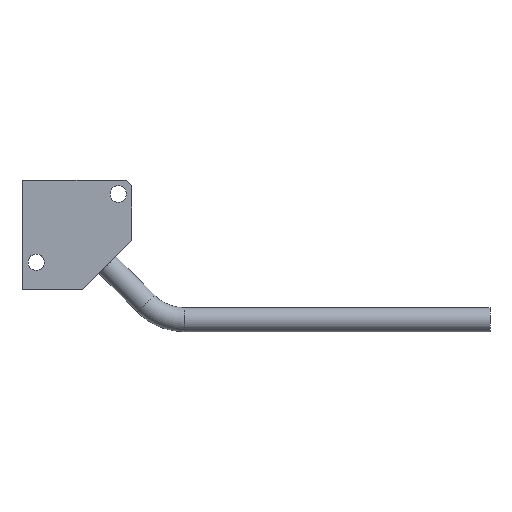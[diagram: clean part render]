
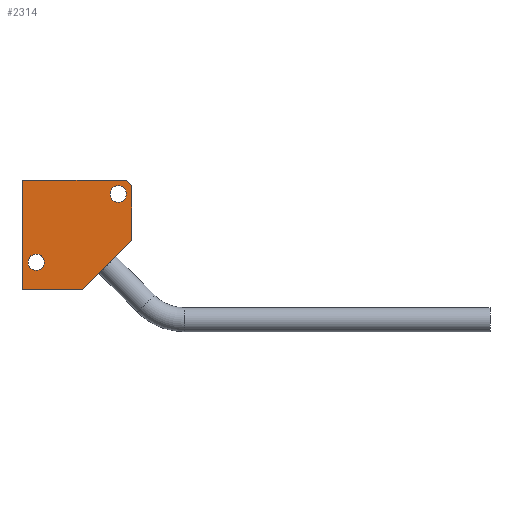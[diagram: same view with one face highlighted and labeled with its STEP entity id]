
A CAD part, top view. The second image highlights one B-rep face of the part: STEP entity #2314.
In plain terms, the highlighted planar face has unit normal (0, 0, 1).
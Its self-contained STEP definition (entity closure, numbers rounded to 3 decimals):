
#42 = EDGE_CURVE ( 'NONE', #3027, #3723, #2988, .T. ) ;
#50 = CARTESIAN_POINT ( 'NONE',  ( 9., 10., 2. ) ) ;
#85 = DIRECTION ( 'NONE',  ( 1., 0., 0. ) ) ;
#186 = EDGE_LOOP ( 'NONE', ( #1174, #2208 ) ) ;
#223 = ORIENTED_EDGE ( 'NONE', *, *, #770, .T. ) ;
#242 = EDGE_LOOP ( 'NONE', ( #1539, #223, #3542, #2913, #3171, #676 ) ) ;
#286 = VERTEX_POINT ( 'NONE', #1936 ) ;
#289 = CIRCLE ( 'NONE', #1885, 1.5 ) ;
#297 = FACE_OUTER_BOUND ( 'NONE', #242, .T. ) ;
#318 = CARTESIAN_POINT ( 'NONE',  ( -10., 10., 2. ) ) ;
#356 = CARTESIAN_POINT ( 'NONE',  ( -9., -5., 2. ) ) ;
#445 = DIRECTION ( 'NONE',  ( 0., 0., -1. ) ) ;
#470 = CARTESIAN_POINT ( 'NONE',  ( -7.5, -5., 2. ) ) ;
#489 = PLANE ( 'NONE',  #3231 ) ;
#513 = VECTOR ( 'NONE', #1077, 1000. ) ;
#519 = DIRECTION ( 'NONE',  ( -1., 0., 0. ) ) ;
#540 = VECTOR ( 'NONE', #3629, 1000. ) ;
#573 = VECTOR ( 'NONE', #2604, 1000. ) ;
#625 = AXIS2_PLACEMENT_3D ( 'NONE', #1780, #929, #2083 ) ;
#671 = VERTEX_POINT ( 'NONE', #953 ) ;
#676 = ORIENTED_EDGE ( 'NONE', *, *, #42, .T. ) ;
#740 = DIRECTION ( 'NONE',  ( 0., 0., 1. ) ) ;
#755 = DIRECTION ( 'NONE',  ( 1., 0., 0. ) ) ;
#769 = AXIS2_PLACEMENT_3D ( 'NONE', #470, #740, #755 ) ;
#770 = EDGE_CURVE ( 'NONE', #1622, #1129, #2587, .T. ) ;
#866 = CARTESIAN_POINT ( 'NONE',  ( -10., 10., 2. ) ) ;
#908 = AXIS2_PLACEMENT_3D ( 'NONE', #2122, #1791, #918 ) ;
#915 = DIRECTION ( 'NONE',  ( 0., 0., 1. ) ) ;
#918 = DIRECTION ( 'NONE',  ( 1., 0., 0. ) ) ;
#929 = DIRECTION ( 'NONE',  ( 0., 0., 1. ) ) ;
#953 = CARTESIAN_POINT ( 'NONE',  ( 6., 7.5, 2. ) ) ;
#1028 = VERTEX_POINT ( 'NONE', #356 ) ;
#1033 = LINE ( 'NONE', #2415, #3497 ) ;
#1050 = VECTOR ( 'NONE', #3030, 1000. ) ;
#1077 = DIRECTION ( 'NONE',  ( 0., -1., 0. ) ) ;
#1129 = VERTEX_POINT ( 'NONE', #2816 ) ;
#1174 = ORIENTED_EDGE ( 'NONE', *, *, #2282, .F. ) ;
#1303 = EDGE_CURVE ( 'NONE', #2516, #3027, #3720, .T. ) ;
#1332 = CARTESIAN_POINT ( 'NONE',  ( 10., -1., 2. ) ) ;
#1399 = LINE ( 'NONE', #3205, #573 ) ;
#1418 = VERTEX_POINT ( 'NONE', #3091 ) ;
#1459 = ORIENTED_EDGE ( 'NONE', *, *, #2860, .F. ) ;
#1481 = CARTESIAN_POINT ( 'NONE',  ( 7.5, 7.5, 2. ) ) ;
#1539 = ORIENTED_EDGE ( 'NONE', *, *, #3103, .T. ) ;
#1622 = VERTEX_POINT ( 'NONE', #3739 ) ;
#1760 = LINE ( 'NONE', #50, #2341 ) ;
#1780 = CARTESIAN_POINT ( 'NONE',  ( -7.5, -5., 2. ) ) ;
#1791 = DIRECTION ( 'NONE',  ( 0., 0., 1. ) ) ;
#1885 = AXIS2_PLACEMENT_3D ( 'NONE', #1481, #915, #3220 ) ;
#1936 = CARTESIAN_POINT ( 'NONE',  ( -6., -5., 2. ) ) ;
#1996 = FACE_BOUND ( 'NONE', #186, .T. ) ;
#2030 = CIRCLE ( 'NONE', #625, 1.5 ) ;
#2060 = CARTESIAN_POINT ( 'NONE',  ( -10., -10., 2. ) ) ;
#2083 = DIRECTION ( 'NONE',  ( 1., 0., 0. ) ) ;
#2122 = CARTESIAN_POINT ( 'NONE',  ( 7.5, 7.5, 2. ) ) ;
#2161 = CIRCLE ( 'NONE', #908, 1.5 ) ;
#2180 = CARTESIAN_POINT ( 'NONE',  ( 0., 0., 2. ) ) ;
#2208 = ORIENTED_EDGE ( 'NONE', *, *, #2613, .F. ) ;
#2218 = CARTESIAN_POINT ( 'NONE',  ( -10., -10., 2. ) ) ;
#2282 = EDGE_CURVE ( 'NONE', #286, #1028, #2942, .T. ) ;
#2314 = ADVANCED_FACE ( 'NONE', ( #3369, #1996, #297 ), #489, .F. ) ;
#2341 = VECTOR ( 'NONE', #2923, 1000. ) ;
#2355 = EDGE_LOOP ( 'NONE', ( #1459, #3395 ) ) ;
#2415 = CARTESIAN_POINT ( 'NONE',  ( -10., -10., 2. ) ) ;
#2491 = EDGE_CURVE ( 'NONE', #1129, #1418, #1399, .T. ) ;
#2516 = VERTEX_POINT ( 'NONE', #3778 ) ;
#2587 = LINE ( 'NONE', #1332, #1050 ) ;
#2604 = DIRECTION ( 'NONE',  ( 0., 1., 0. ) ) ;
#2613 = EDGE_CURVE ( 'NONE', #1028, #286, #2030, .T. ) ;
#2626 = EDGE_CURVE ( 'NONE', #1418, #2516, #1760, .T. ) ;
#2816 = CARTESIAN_POINT ( 'NONE',  ( 10., -1., 2. ) ) ;
#2860 = EDGE_CURVE ( 'NONE', #3709, #671, #2161, .T. ) ;
#2913 = ORIENTED_EDGE ( 'NONE', *, *, #2626, .T. ) ;
#2923 = DIRECTION ( 'NONE',  ( -0.707, 0.707, 0. ) ) ;
#2942 = CIRCLE ( 'NONE', #769, 1.5 ) ;
#2988 = LINE ( 'NONE', #2218, #513 ) ;
#2990 = EDGE_CURVE ( 'NONE', #671, #3709, #289, .T. ) ;
#3027 = VERTEX_POINT ( 'NONE', #866 ) ;
#3030 = DIRECTION ( 'NONE',  ( 0.707, 0.707, 0. ) ) ;
#3091 = CARTESIAN_POINT ( 'NONE',  ( 10., 9., 2. ) ) ;
#3103 = EDGE_CURVE ( 'NONE', #3723, #1622, #1033, .T. ) ;
#3171 = ORIENTED_EDGE ( 'NONE', *, *, #1303, .T. ) ;
#3205 = CARTESIAN_POINT ( 'NONE',  ( 10., -10., 2. ) ) ;
#3220 = DIRECTION ( 'NONE',  ( 1., 0., 0. ) ) ;
#3231 = AXIS2_PLACEMENT_3D ( 'NONE', #2180, #445, #519 ) ;
#3369 = FACE_BOUND ( 'NONE', #2355, .T. ) ;
#3395 = ORIENTED_EDGE ( 'NONE', *, *, #2990, .F. ) ;
#3497 = VECTOR ( 'NONE', #85, 1000. ) ;
#3542 = ORIENTED_EDGE ( 'NONE', *, *, #2491, .T. ) ;
#3570 = CARTESIAN_POINT ( 'NONE',  ( 9., 7.5, 2. ) ) ;
#3629 = DIRECTION ( 'NONE',  ( -1., 0., 0. ) ) ;
#3709 = VERTEX_POINT ( 'NONE', #3570 ) ;
#3720 = LINE ( 'NONE', #318, #540 ) ;
#3723 = VERTEX_POINT ( 'NONE', #2060 ) ;
#3739 = CARTESIAN_POINT ( 'NONE',  ( 1., -10., 2. ) ) ;
#3778 = CARTESIAN_POINT ( 'NONE',  ( 9., 10., 2. ) ) ;
